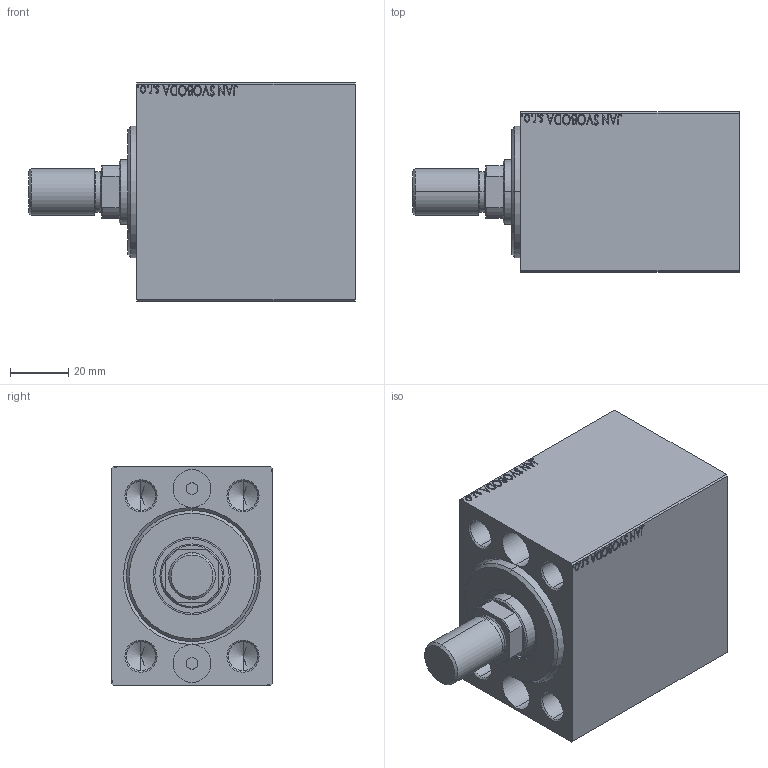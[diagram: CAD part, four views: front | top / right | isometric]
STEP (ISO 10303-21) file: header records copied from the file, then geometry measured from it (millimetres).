
FILE_DESCRIPTION (( 'STEP AP203' ), '1' );
FILE_NAME ('a087.STEP', '2024-02-12T01:04:34', ( '' ), ( '' ), 'SwSTEP 2.0', 'SolidWorks 2019', '' );
FILE_SCHEMA (( 'CONFIG_CONTROL_DESIGN' ));
Length unit declared in the file: millimetre
Products named in the file (5): V450CM_B_VCP b1629518975e5d2da53dd4e853735325; V450CM_B_Body b1629518975e5d2da53dd4e853735325; V450CM_VC_B b1629518975e5d2da53dd4e853735325; a087; V450CM_MALE_METRIC b1629518975e5d2da53dd4e853735325
Assembly tree (4 placements, depth 2):
  a087
    V450CM_B_Body b1629518975e5d2da53dd4e853735325
    V450CM_B_VCP b1629518975e5d2da53dd4e853735325
    V450CM_VC_B b1629518975e5d2da53dd4e853735325
    V450CM_MALE_METRIC b1629518975e5d2da53dd4e853735325
Bounding box: 112 x 55 x 75 mm (x, y, z)
Volume: 294263.9 mm3; surface area: 57165 mm2
Topology: 4 solids, 4 shells, 890 faces, 2266 edges, 1481 vertices
Faces by surface type: plane 404, bspline 380, cylinder 54, cone 50, torus 2
Entity records: 44567 total; most frequent: CARTESIAN_POINT 25126, ORIENTED_EDGE 4496, DIRECTION 2662, EDGE_CURVE 2248, VERTEX_POINT 1481, LINE 1332, VECTOR 1332, EDGE_LOOP 1007
